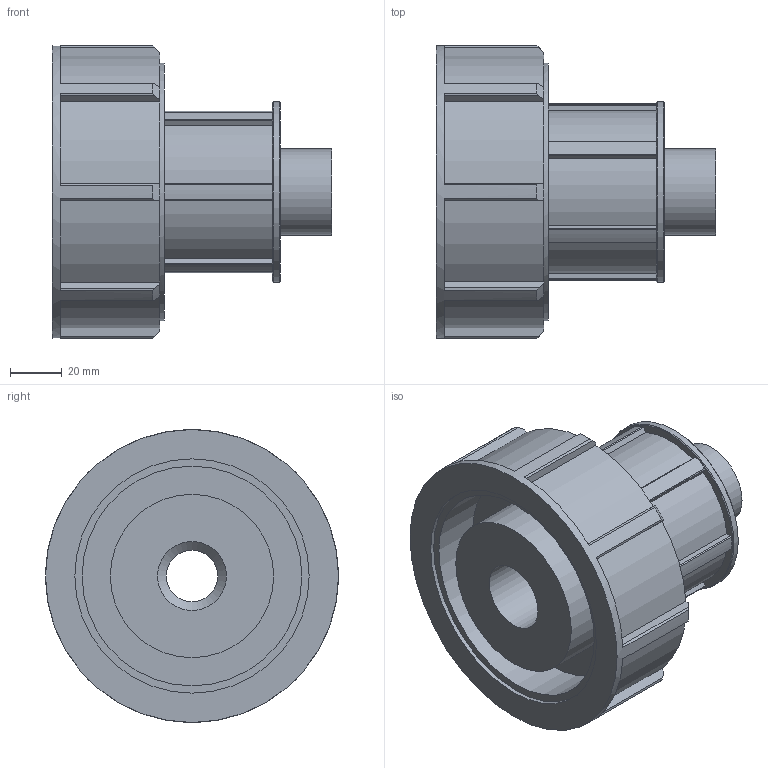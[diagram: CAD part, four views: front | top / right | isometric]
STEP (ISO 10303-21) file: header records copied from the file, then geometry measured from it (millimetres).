
FILE_DESCRIPTION(/* description */ ('PLASSON THREADED ADAPTOR 63-1"'),/* implementation_level */ '2;1');
FILE_NAME(/* name */ '072500063010_182500063010_0725060630100A.ipt.stp',/* time_stamp */ '2017-06-08T04:08:16+03:00',/* author */ ('KIM'),/* organization */ (''),/* preprocessor_version */ 'ST-DEVELOPER v15.6',/* originating_system */ 'Autodesk Inventor 2015',/* authorisation */ '');
FILE_SCHEMA (('AUTOMOTIVE_DESIGN { 1 0 10303 214 3 1 1 }'));
Length unit declared in the file: millimetre
Products named in the file (1): 072500063010_182500063010_0725060630100A
Bounding box: 108 x 113 x 113 mm (x, y, z)
Volume: 421341.9 mm3; surface area: 75731.7 mm2
Topology: 1 solids, 1 shells, 115 faces, 312 edges, 207 vertices
Faces by surface type: plane 74, cylinder 30, cone 11
Full cylindrical faces by diameter (mm): 19.949 x1, 26.599 x1, 33.249 x1, 63 x1, 69.823 x1, 73.875 x1, 84.75 x1, 90.4 x1, 99.44 x1, 113 x1
Entity records: 3540 total; most frequent: CARTESIAN_POINT 682, ORIENTED_EDGE 594, DIRECTION 582, EDGE_CURVE 297, VERTEX_POINT 205, AXIS2_PLACEMENT_3D 201, LINE 180, VECTOR 180
